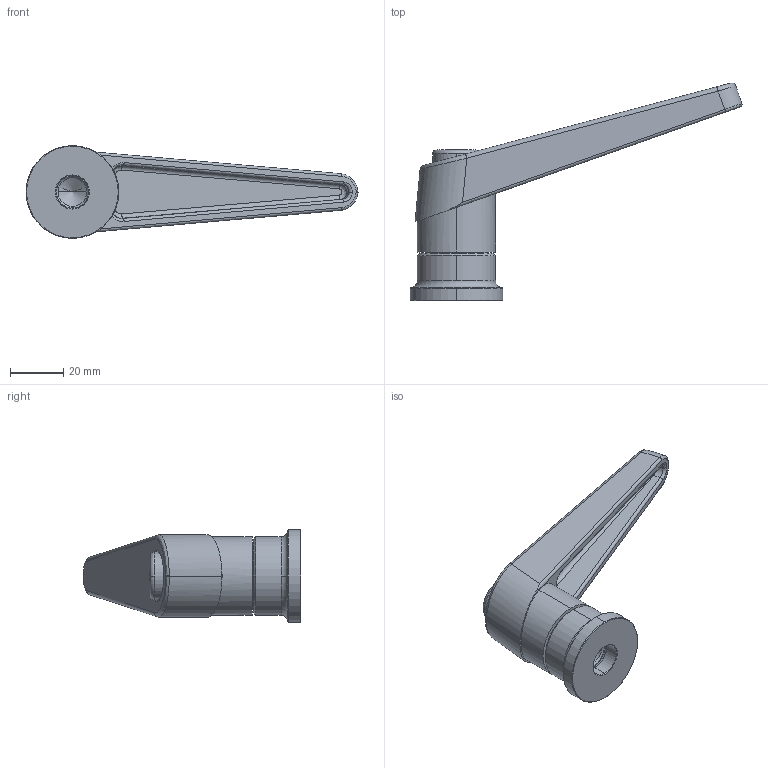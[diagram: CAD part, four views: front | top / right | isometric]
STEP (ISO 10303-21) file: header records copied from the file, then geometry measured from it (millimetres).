
FILE_DESCRIPTION(('STEP AP214'),'1');
FILE_NAME('HALDERN_EH_24420_1312.stp','2014-05-22T13:26:15',('TraceParts'),('TraceParts S.A.'),'XStep 1.0',' ',' ');
FILE_SCHEMA(('automotive_design'));
Length unit declared in the file: millimetre
Products named in the file (2): EH_24420_1312|EH_24420_1312-01;Imported1; EH_24420_1312|EH_24420_1312-02;Imported2
Bounding box: 125.2 x 82.16 x 35 mm (x, y, z)
Volume: 53704.5 mm3; surface area: 20950.7 mm2
Topology: 2 solids, 2 shells, 99 faces, 232 edges, 143 vertices
Faces by surface type: cylinder 39, plane 24, bspline 18, cone 14, torus 4
Entity records: 6513 total; most frequent: CARTESIAN_POINT 1698, STYLED_ITEM 474, PRESENTATION_STYLE_ASSIGNMENT 474, COLOUR_RGB 474, ORIENTED_EDGE 460, DIRECTION 415, EDGE_CURVE 230, CURVE_STYLE 230
